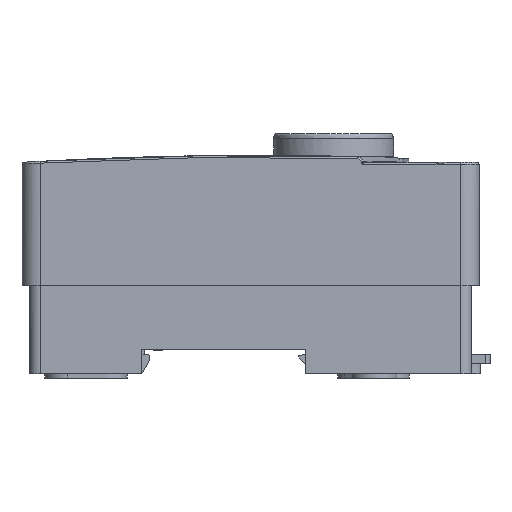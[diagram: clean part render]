
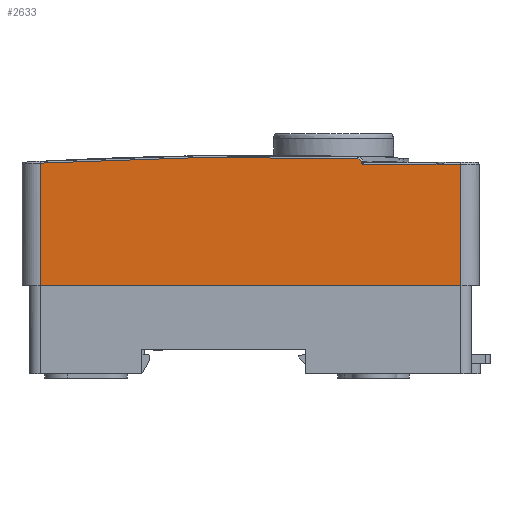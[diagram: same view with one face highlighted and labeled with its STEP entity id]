
A CAD part, left-side view. The second image highlights one B-rep face of the part: STEP entity #2633.
In plain terms, the highlighted planar face has unit normal (-1, 0, 0).
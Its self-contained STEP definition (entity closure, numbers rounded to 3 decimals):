
#2633=ADVANCED_FACE('',(#5080),#39903,.T.);
#5080=FACE_OUTER_BOUND('',#7430,.T.);
#7430=EDGE_LOOP('',(#12467,#12468,#12469,#12470,#12471,#12472,#12473,#12474,
#12475,#12476,#12477));
#12467=ORIENTED_EDGE('',*,*,#23446,.T.);
#12468=ORIENTED_EDGE('',*,*,#23447,.T.);
#12469=ORIENTED_EDGE('',*,*,#23448,.T.);
#12470=ORIENTED_EDGE('',*,*,#23449,.T.);
#12471=ORIENTED_EDGE('',*,*,#23450,.T.);
#12472=ORIENTED_EDGE('',*,*,#23451,.F.);
#12473=ORIENTED_EDGE('',*,*,#23452,.T.);
#12474=ORIENTED_EDGE('',*,*,#23453,.T.);
#12475=ORIENTED_EDGE('',*,*,#23454,.T.);
#12476=ORIENTED_EDGE('',*,*,#23455,.T.);
#12477=ORIENTED_EDGE('',*,*,#23624,.T.);
#23446=EDGE_CURVE('',#36052,#36053,#29171,.T.);
#23447=EDGE_CURVE('',#36053,#36054,#29172,.T.);
#23448=EDGE_CURVE('',#36054,#36055,#30500,.T.);
#23449=EDGE_CURVE('',#36055,#36056,#30501,.T.);
#23450=EDGE_CURVE('',#36056,#36046,#30502,.T.);
#23451=EDGE_CURVE('',#36045,#36046,#30503,.T.);
#23452=EDGE_CURVE('',#36045,#36057,#30504,.T.);
#23453=EDGE_CURVE('',#36057,#36058,#29173,.T.);
#23454=EDGE_CURVE('',#36058,#36059,#29174,.T.);
#23455=EDGE_CURVE('',#36059,#36060,#29175,.T.);
#23624=EDGE_CURVE('',#36060,#36052,#29227,.T.);
#29171=(
BOUNDED_CURVE()
B_SPLINE_CURVE(3,(#65012,#65013,#65014,#65015),.UNSPECIFIED.,.F.,.F.)
B_SPLINE_CURVE_WITH_KNOTS((4,4),(0.,1.104),.UNSPECIFIED.)
CURVE()
GEOMETRIC_REPRESENTATION_ITEM()
RATIONAL_B_SPLINE_CURVE((1.,1.,1.,1.))
REPRESENTATION_ITEM('')
);
#29172=(
BOUNDED_CURVE()
B_SPLINE_CURVE(3,(#65016,#65017,#65018,#65019,#65020,#65021,#65022,#65023,
#65024,#65025,#65026,#65027,#65028),.UNSPECIFIED.,.F.,.F.)
B_SPLINE_CURVE_WITH_KNOTS((4,3,2,2,2,4),(0.,4.743,17.376,
34.752,52.128,69.504),.UNSPECIFIED.)
CURVE()
GEOMETRIC_REPRESENTATION_ITEM()
RATIONAL_B_SPLINE_CURVE((1.,1.006,1.011,1.017,
1.014,1.012,1.006,1.004,1.,
0.999,0.998,0.999,1.))
REPRESENTATION_ITEM('')
);
#29173=(
BOUNDED_CURVE()
B_SPLINE_CURVE(3,(#65044,#65045,#65046,#65047),.UNSPECIFIED.,.F.,.F.)
B_SPLINE_CURVE_WITH_KNOTS((4,4),(0.,0.009),.UNSPECIFIED.)
CURVE()
GEOMETRIC_REPRESENTATION_ITEM()
RATIONAL_B_SPLINE_CURVE((1.,1.,1.,1.))
REPRESENTATION_ITEM('')
);
#29174=(
BOUNDED_CURVE()
B_SPLINE_CURVE(3,(#65048,#65049,#65050,#65051),.UNSPECIFIED.,.F.,.F.)
B_SPLINE_CURVE_WITH_KNOTS((4,4),(0.,16.806),.UNSPECIFIED.)
CURVE()
GEOMETRIC_REPRESENTATION_ITEM()
RATIONAL_B_SPLINE_CURVE((1.,1.,1.,1.))
REPRESENTATION_ITEM('')
);
#29175=(
BOUNDED_CURVE()
B_SPLINE_CURVE(3,(#65052,#65053,#65054,#65055,#65056,#65057,#65058,#65059,
#65060,#65061,#65062,#65063,#65064),.UNSPECIFIED.,.F.,.F.)
B_SPLINE_CURVE_WITH_KNOTS((4,3,3,3,4),(0.,0.152,0.316,
0.481,0.632),.UNSPECIFIED.)
CURVE()
GEOMETRIC_REPRESENTATION_ITEM()
RATIONAL_B_SPLINE_CURVE((1.,1.,1.,1.,1.,1.,1.,1.,1.,1.,1.,1.,
1.))
REPRESENTATION_ITEM('')
);
#29227=(
BOUNDED_CURVE()
B_SPLINE_CURVE(3,(#65995,#65996,#65997,#65998),.UNSPECIFIED.,.F.,.F.)
B_SPLINE_CURVE_WITH_KNOTS((4,4),(-0.098,0.),.UNSPECIFIED.)
CURVE()
GEOMETRIC_REPRESENTATION_ITEM()
RATIONAL_B_SPLINE_CURVE((1.,1.,1.,1.))
REPRESENTATION_ITEM('')
);
#30500=B_SPLINE_CURVE_WITH_KNOTS('',1,(#65029,#65030),.UNSPECIFIED.,.F.,
 .F.,(2,2),(0.,26.706),.UNSPECIFIED.);
#30501=B_SPLINE_CURVE_WITH_KNOTS('',1,(#65031,#65032),.UNSPECIFIED.,.F.,
 .F.,(2,2),(0.,92.),.UNSPECIFIED.);
#30502=B_SPLINE_CURVE_WITH_KNOTS('',1,(#65033,#65034),.UNSPECIFIED.,.F.,
 .F.,(2,2),(0.,26.479),.UNSPECIFIED.);
#30503=B_SPLINE_CURVE_WITH_KNOTS('',1,(#65035,#65036),.UNSPECIFIED.,.F.,
 .F.,(2,2),(-4.43,0.),.UNSPECIFIED.);
#30504=B_SPLINE_CURVE_WITH_KNOTS('',3,(#65037,#65038,#65039,#65040,#65041,
#65042,#65043),.UNSPECIFIED.,.F.,.F.,(4,3,4),(0.,0.038,0.088),
 .UNSPECIFIED.);
#36045=VERTEX_POINT('',#64003);
#36046=VERTEX_POINT('',#64004);
#36052=VERTEX_POINT('',#64010);
#36053=VERTEX_POINT('',#64011);
#36054=VERTEX_POINT('',#64012);
#36055=VERTEX_POINT('',#64013);
#36056=VERTEX_POINT('',#64014);
#36057=VERTEX_POINT('',#64015);
#36058=VERTEX_POINT('',#64016);
#36059=VERTEX_POINT('',#64017);
#36060=VERTEX_POINT('',#64018);
#39903=PLANE('',#41640);
#41640=AXIS2_PLACEMENT_3D('',#60055,#43572,$);
#43572=DIRECTION('',(-1.,0.,0.));
#60055=CARTESIAN_POINT('',(-120.324,75.288,6.252));
#64003=CARTESIAN_POINT('',(-120.324,-21.494,35.544));
#64004=CARTESIAN_POINT('',(-120.324,-25.924,35.544));
#64010=CARTESIAN_POINT('',(-120.324,-4.19,36.041));
#64011=CARTESIAN_POINT('',(-120.324,-3.402,36.815));
#64012=CARTESIAN_POINT('',(-120.324,66.076,35.77));
#64013=CARTESIAN_POINT('',(-120.324,66.076,9.065));
#64014=CARTESIAN_POINT('',(-120.324,-25.924,9.065));
#64015=CARTESIAN_POINT('',(-120.324,-21.405,35.544));
#64016=CARTESIAN_POINT('',(-120.324,-21.396,35.545));
#64017=CARTESIAN_POINT('',(-120.324,-4.59,35.544));
#64018=CARTESIAN_POINT('',(-120.324,-4.19,35.944));
#65012=CARTESIAN_POINT('',(-120.324,-4.19,36.041));
#65013=CARTESIAN_POINT('',(-120.324,-3.927,36.299));
#65014=CARTESIAN_POINT('',(-120.324,-3.665,36.557));
#65015=CARTESIAN_POINT('',(-120.324,-3.402,36.815));
#65016=CARTESIAN_POINT('',(-120.324,-3.402,36.815));
#65017=CARTESIAN_POINT('',(-120.324,-1.812,36.85));
#65018=CARTESIAN_POINT('',(-120.324,-0.235,36.882));
#65019=CARTESIAN_POINT('',(-120.324,1.34,36.909));
#65020=CARTESIAN_POINT('',(-120.324,5.523,36.982));
#65021=CARTESIAN_POINT('',(-120.324,9.722,37.028));
#65022=CARTESIAN_POINT('',(-120.324,19.758,37.07));
#65023=CARTESIAN_POINT('',(-120.324,25.591,37.041));
#65024=CARTESIAN_POINT('',(-120.324,37.266,36.871));
#65025=CARTESIAN_POINT('',(-120.324,43.092,36.73));
#65026=CARTESIAN_POINT('',(-120.324,54.672,36.335));
#65027=CARTESIAN_POINT('',(-120.324,60.409,36.081));
#65028=CARTESIAN_POINT('',(-120.324,66.076,35.77));
#65029=CARTESIAN_POINT('',(-120.324,66.076,35.77));
#65030=CARTESIAN_POINT('',(-120.324,66.076,9.065));
#65031=CARTESIAN_POINT('',(-120.324,66.076,9.065));
#65032=CARTESIAN_POINT('',(-120.324,-25.924,9.065));
#65033=CARTESIAN_POINT('',(-120.324,-25.924,9.065));
#65034=CARTESIAN_POINT('',(-120.324,-25.924,35.544));
#65035=CARTESIAN_POINT('',(-120.324,-21.494,35.544));
#65036=CARTESIAN_POINT('',(-120.324,-25.924,35.544));
#65037=CARTESIAN_POINT('',(-120.324,-21.494,35.544));
#65038=CARTESIAN_POINT('',(-120.324,-21.481,35.544));
#65039=CARTESIAN_POINT('',(-120.324,-21.468,35.544));
#65040=CARTESIAN_POINT('',(-120.324,-21.455,35.544));
#65041=CARTESIAN_POINT('',(-120.324,-21.439,35.544));
#65042=CARTESIAN_POINT('',(-120.324,-21.422,35.544));
#65043=CARTESIAN_POINT('',(-120.324,-21.405,35.544));
#65044=CARTESIAN_POINT('',(-120.324,-21.405,35.544));
#65045=CARTESIAN_POINT('',(-120.324,-21.402,35.544));
#65046=CARTESIAN_POINT('',(-120.324,-21.399,35.545));
#65047=CARTESIAN_POINT('',(-120.324,-21.396,35.545));
#65048=CARTESIAN_POINT('',(-120.324,-21.396,35.545));
#65049=CARTESIAN_POINT('',(-120.324,-15.794,35.545));
#65050=CARTESIAN_POINT('',(-120.324,-10.192,35.544));
#65051=CARTESIAN_POINT('',(-120.324,-4.59,35.544));
#65052=CARTESIAN_POINT('',(-120.324,-4.59,35.544));
#65053=CARTESIAN_POINT('',(-120.324,-4.539,35.544));
#65054=CARTESIAN_POINT('',(-120.324,-4.489,35.553));
#65055=CARTESIAN_POINT('',(-120.324,-4.443,35.572));
#65056=CARTESIAN_POINT('',(-120.324,-4.392,35.592));
#65057=CARTESIAN_POINT('',(-120.324,-4.345,35.622));
#65058=CARTESIAN_POINT('',(-120.324,-4.307,35.661));
#65059=CARTESIAN_POINT('',(-120.324,-4.268,35.699));
#65060=CARTESIAN_POINT('',(-120.324,-4.238,35.746));
#65061=CARTESIAN_POINT('',(-120.324,-4.218,35.796));
#65062=CARTESIAN_POINT('',(-120.324,-4.199,35.843));
#65063=CARTESIAN_POINT('',(-120.324,-4.19,35.893));
#65064=CARTESIAN_POINT('',(-120.324,-4.19,35.944));
#65995=CARTESIAN_POINT('',(-120.324,-4.19,35.944));
#65996=CARTESIAN_POINT('',(-120.324,-4.19,35.976));
#65997=CARTESIAN_POINT('',(-120.324,-4.19,36.009));
#65998=CARTESIAN_POINT('',(-120.324,-4.19,36.041));
